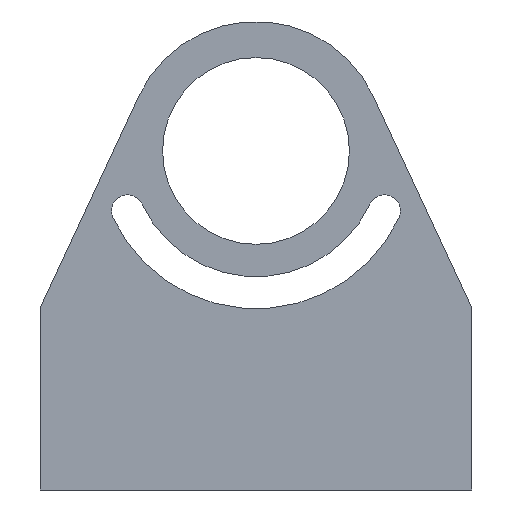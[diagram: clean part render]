
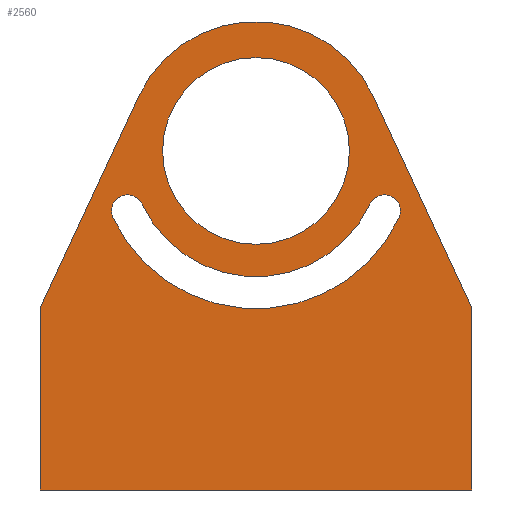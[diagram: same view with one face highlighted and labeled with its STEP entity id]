
A CAD part, left-side view. The second image highlights one B-rep face of the part: STEP entity #2560.
In plain terms, the highlighted face is planar.
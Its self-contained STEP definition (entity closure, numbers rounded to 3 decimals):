
#1270=CARTESIAN_POINT('',(15.15,0.,0.));
#1280=VERTEX_POINT('',#1270);
#1360=CARTESIAN_POINT('',(-15.15,0.,0.));
#1370=VERTEX_POINT('',#1360);
#1400=CARTESIAN_POINT('',(0.,0.,0.));
#1410=DIRECTION('',(0.,0.,1.));
#1420=DIRECTION('',(1.,0.,0.));
#1430=AXIS2_PLACEMENT_3D('',#1400,#1410,#1420);
#1440=CIRCLE('',#1430,15.15);
#1450=EDGE_CURVE('',#1370,#1280,#1440,.T.);
#1570=CARTESIAN_POINT('',(0.,0.,0.));
#1580=DIRECTION('',(0.,0.,-1.));
#1590=DIRECTION('',(-1.,0.,0.));
#1600=AXIS2_PLACEMENT_3D('',#1570,#1580,#1590);
#1610=PLANE('',#1600);
#1620=EDGE_CURVE('',#1280,#1370,#1440,.T.);
#1630=ORIENTED_EDGE('',*,*,#1620,.T.);
#1640=ORIENTED_EDGE('',*,*,#1450,.T.);
#1650=EDGE_LOOP('',(#1640,#1630));
#1660=FACE_BOUND('',#1650,.T.);
#1670=CARTESIAN_POINT('',(-20.845,-9.72,0.));
#1680=DIRECTION('',(0.,0.,1.));
#1690=DIRECTION('',(0.906,0.423,0.));
#1700=AXIS2_PLACEMENT_3D('',#1670,#1680,#1690);
#1710=CIRCLE('',#1700,2.6);
#1720=CARTESIAN_POINT('',(-18.489,-8.621,0.));
#1730=VERTEX_POINT('',#1720);
#1740=CARTESIAN_POINT('',(-23.201,-10.819,0.));
#1750=VERTEX_POINT('',#1740);
#1760=EDGE_CURVE('',#1730,#1750,#1710,.T.);
#1770=ORIENTED_EDGE('',*,*,#1760,.T.);
#1780=CARTESIAN_POINT('',(0.,0.,0.));
#1790=DIRECTION('',(0.,0.,-1.));
#1800=DIRECTION('',(0.906,-0.423,0.));
#1810=AXIS2_PLACEMENT_3D('',#1780,#1790,#1800);
#1820=CIRCLE('',#1810,20.4);
#1830=CARTESIAN_POINT('',(18.489,-8.621,0.));
#1840=VERTEX_POINT('',#1830);
#1850=EDGE_CURVE('',#1840,#1730,#1820,.T.);
#1860=ORIENTED_EDGE('',*,*,#1850,.T.);
#1870=CARTESIAN_POINT('',(20.845,-9.72,0.));
#1880=DIRECTION('',(0.,0.,1.));
#1890=DIRECTION('',(0.906,-0.423,0.));
#1900=AXIS2_PLACEMENT_3D('',#1870,#1880,#1890);
#1910=CIRCLE('',#1900,2.6);
#1920=CARTESIAN_POINT('',(23.201,-10.819,0.));
#1930=VERTEX_POINT('',#1920);
#1940=EDGE_CURVE('',#1930,#1840,#1910,.T.);
#1950=ORIENTED_EDGE('',*,*,#1940,.T.);
#1960=CARTESIAN_POINT('',(0.,0.,0.));
#1970=DIRECTION('',(0.,0.,1.));
#1980=DIRECTION('',(-0.906,-0.423,0.));
#1990=AXIS2_PLACEMENT_3D('',#1960,#1970,#1980);
#2000=CIRCLE('',#1990,25.6);
#2010=EDGE_CURVE('',#1750,#1930,#2000,.T.);
#2020=ORIENTED_EDGE('',*,*,#2010,.T.);
#2030=EDGE_LOOP('',(#2020,#1950,#1860,#1770));
#2040=FACE_BOUND('',#2030,.T.);
#2050=CARTESIAN_POINT('',(0.,-55.,0.));
#2060=DIRECTION('',(-1.,0.,0.));
#2070=VECTOR('',#2060,1.);
#2080=LINE('',#2050,#2070);
#2090=CARTESIAN_POINT('',(35.,-55.,0.));
#2100=VERTEX_POINT('',#2090);
#2110=CARTESIAN_POINT('',(-35.,-55.,0.));
#2120=VERTEX_POINT('',#2110);
#2130=EDGE_CURVE('',#2100,#2120,#2080,.T.);
#2140=ORIENTED_EDGE('',*,*,#2130,.T.);
#2150=CARTESIAN_POINT('',(35.,-51.,0.));
#2160=DIRECTION('',(0.,1.,0.));
#2170=VECTOR('',#2160,1.);
#2180=LINE('',#2150,#2170);
#2190=CARTESIAN_POINT('',(35.,-25.368,0.));
#2200=VERTEX_POINT('',#2190);
#2210=EDGE_CURVE('',#2100,#2200,#2180,.T.);
#2220=ORIENTED_EDGE('',*,*,#2210,.F.);
#2230=CARTESIAN_POINT('',(19.032,8.875,0.));
#2240=DIRECTION('',(0.423,-0.906,0.));
#2250=VECTOR('',#2240,1.);
#2260=LINE('',#2230,#2250);
#2270=CARTESIAN_POINT('',(19.032,8.875,0.));
#2280=VERTEX_POINT('',#2270);
#2290=EDGE_CURVE('',#2280,#2200,#2260,.T.);
#2300=ORIENTED_EDGE('',*,*,#2290,.T.);
#2310=CARTESIAN_POINT('',(0.,0.,0.));
#2320=DIRECTION('',(0.,0.,-1.));
#2330=DIRECTION('',(-0.906,0.423,0.));
#2340=AXIS2_PLACEMENT_3D('',#2310,#2320,#2330);
#2350=CIRCLE('',#2340,21.);
#2360=CARTESIAN_POINT('',(-19.032,8.875,0.));
#2370=VERTEX_POINT('',#2360);
#2380=EDGE_CURVE('',#2370,#2280,#2350,.T.);
#2390=ORIENTED_EDGE('',*,*,#2380,.T.);
#2400=CARTESIAN_POINT('',(-34.532,-24.363,0.));
#2410=DIRECTION('',(0.423,0.906,0.));
#2420=VECTOR('',#2410,1.);
#2430=LINE('',#2400,#2420);
#2440=CARTESIAN_POINT('',(-35.,-25.368,0.));
#2450=VERTEX_POINT('',#2440);
#2460=EDGE_CURVE('',#2450,#2370,#2430,.T.);
#2470=ORIENTED_EDGE('',*,*,#2460,.T.);
#2480=CARTESIAN_POINT('',(-35.,-26.476,0.));
#2490=DIRECTION('',(0.,-1.,0.));
#2500=VECTOR('',#2490,1.);
#2510=LINE('',#2480,#2500);
#2520=EDGE_CURVE('',#2450,#2120,#2510,.T.);
#2530=ORIENTED_EDGE('',*,*,#2520,.F.);
#2540=EDGE_LOOP('',(#2530,#2470,#2390,#2300,#2220,#2140));
#2550=FACE_OUTER_BOUND('',#2540,.T.);
#2560=ADVANCED_FACE('',(#1660,#2040,#2550),#1610,.T.);
